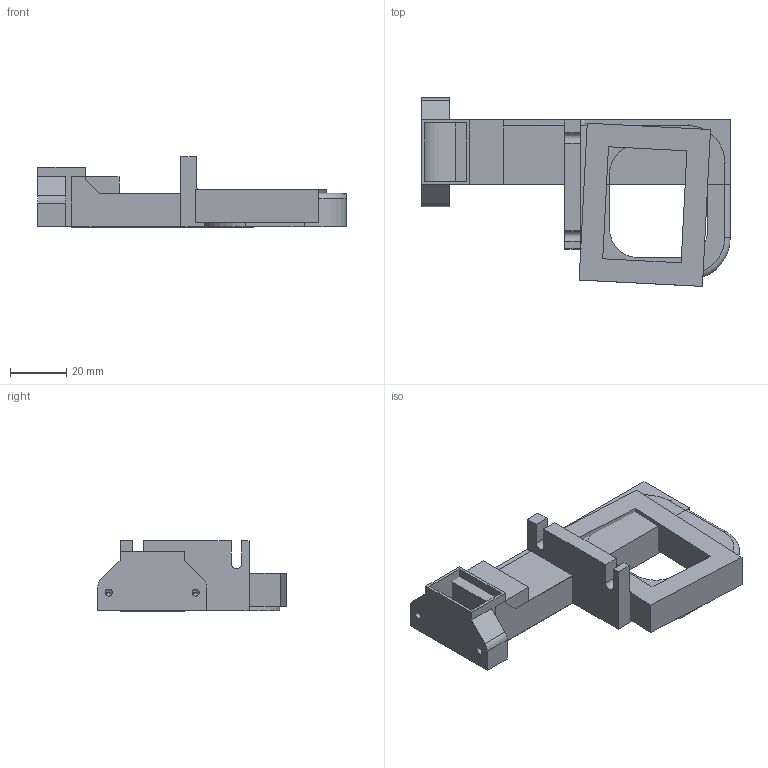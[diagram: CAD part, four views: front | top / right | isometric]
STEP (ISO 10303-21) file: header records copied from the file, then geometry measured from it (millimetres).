
FILE_DESCRIPTION (( 'STEP AP203' ), '1' );
FILE_NAME ('fan nozzle.STEP', '2018-01-09T05:06:30', ( '' ), ( '' ), 'SwSTEP 2.0', 'SolidWorks 2017', '' );
FILE_SCHEMA (( 'CONFIG_CONTROL_DESIGN' ));
Length unit declared in the file: millimetre
Products named in the file (1): fan nozzle
Bounding box: 110 x 67.34 x 25.13 mm (x, y, z)
Volume: 63666.6 mm3; surface area: 37057.6 mm2
Topology: 3 solids, 3 shells, 153 faces, 442 edges, 282 vertices
Faces by surface type: plane 76, cylinder 53, cone 17, torus 7
Entity records: 5554 total; most frequent: CARTESIAN_POINT 1535, ORIENTED_EDGE 876, DIRECTION 774, EDGE_CURVE 438, VERTEX_POINT 282, VECTOR 260, LINE 260, AXIS2_PLACEMENT_3D 257
